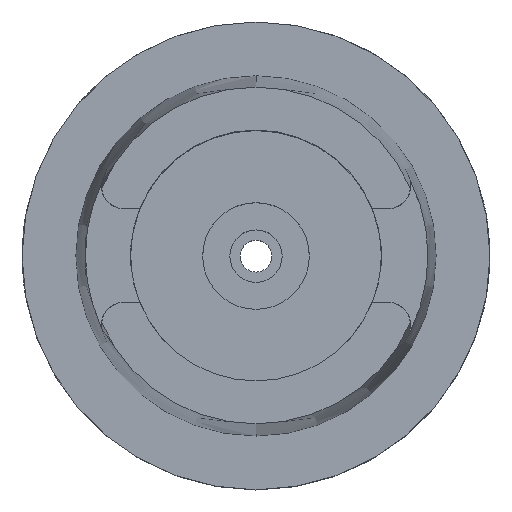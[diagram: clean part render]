
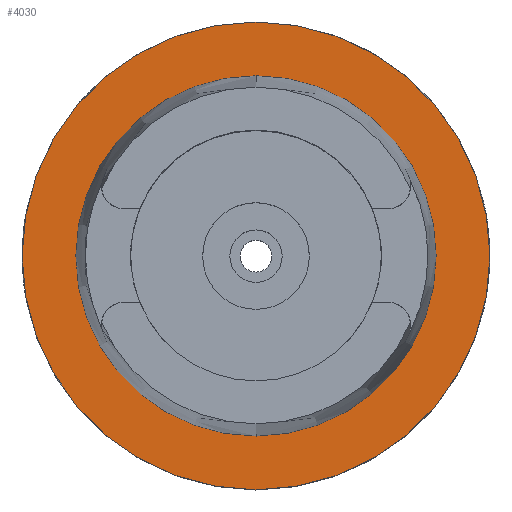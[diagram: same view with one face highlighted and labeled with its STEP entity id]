
A CAD part, top view. The second image highlights one B-rep face of the part: STEP entity #4030.
In plain terms, the highlighted planar face has unit normal (0, 0, 1).
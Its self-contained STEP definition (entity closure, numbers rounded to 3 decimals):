
#1892=CARTESIAN_POINT('',(0.,0.,0.));
#1893=DIRECTION('',(0.,0.,-1.));
#1894=DIRECTION('',(0.,-1.,0.));
#1895=AXIS2_PLACEMENT_3D('',#1892,#1893,#1894);
#1900=CARTESIAN_POINT('',(0.,0.,0.));
#1901=DIRECTION('',(0.,0.,-1.));
#1902=DIRECTION('',(0.,1.,0.));
#1903=AXIS2_PLACEMENT_3D('',#1900,#1901,#1902);
#1908=CARTESIAN_POINT('',(0.,0.,0.));
#1909=DIRECTION('',(0.,0.,1.));
#1910=DIRECTION('',(0.,-1.,0.));
#1911=AXIS2_PLACEMENT_3D('',#1908,#1909,#1910);
#1916=CARTESIAN_POINT('',(0.,0.,0.));
#1917=DIRECTION('',(0.,0.,1.));
#1918=DIRECTION('',(0.,1.,0.));
#1919=AXIS2_PLACEMENT_3D('',#1916,#1917,#1918);
#2266=CARTESIAN_POINT('',(0.,-48.134,0.));
#2267=VERTEX_POINT('',#2266);
#2268=CARTESIAN_POINT('',(0.,48.134,0.));
#2269=VERTEX_POINT('',#2268);
#2540=CARTESIAN_POINT('',(0.,62.5,0.));
#2541=VERTEX_POINT('',#2540);
#2542=CARTESIAN_POINT('',(0.,-62.5,0.));
#2543=VERTEX_POINT('',#2542);
#4017=CARTESIAN_POINT('',(0.,0.,0.));
#4018=DIRECTION('',(0.,0.,-1.));
#4019=DIRECTION('',(0.,-1.,0.));
#4020=AXIS2_PLACEMENT_3D('',#4017,#4018,#4019);
#4021=PLANE('',#4020);
#4022=ORIENTED_EDGE('',*,*,#3776,.T.);
#4023=ORIENTED_EDGE('',*,*,#3894,.T.);
#4024=EDGE_LOOP('',(#4022,#4023));
#4025=FACE_OUTER_BOUND('',#4024,.F.);
#4026=ORIENTED_EDGE('',*,*,#2750,.T.);
#4027=ORIENTED_EDGE('',*,*,#2714,.T.);
#4028=EDGE_LOOP('',(#4026,#4027));
#4029=FACE_BOUND('',#4028,.F.);
#1896=CIRCLE('',#1895,62.5);
#1904=CIRCLE('',#1903,62.5);
#1912=CIRCLE('',#1911,48.134);
#1920=CIRCLE('',#1919,48.134);
#2714=EDGE_CURVE('',#2269,#2267,#1920,.T.);
#2750=EDGE_CURVE('',#2267,#2269,#1912,.T.);
#3776=EDGE_CURVE('',#2543,#2541,#1896,.T.);
#3894=EDGE_CURVE('',#2541,#2543,#1904,.T.);
#4030=ADVANCED_FACE('',(#4025,#4029),#4021,.F.);
